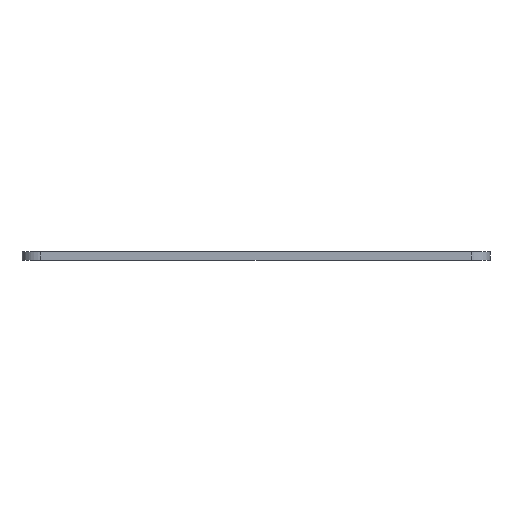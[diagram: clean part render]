
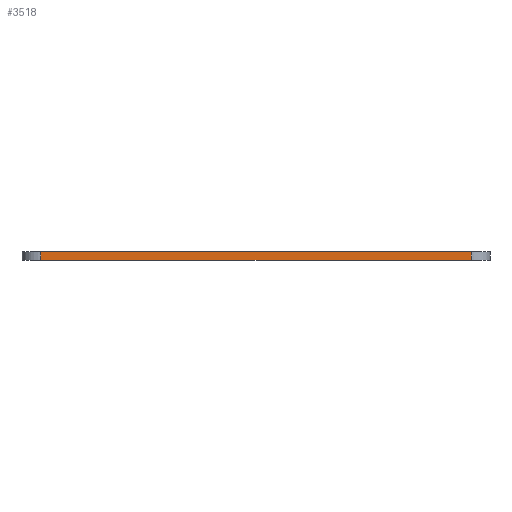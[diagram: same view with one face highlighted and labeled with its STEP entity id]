
A CAD part, left-side view. The second image highlights one B-rep face of the part: STEP entity #3518.
In plain terms, the highlighted planar face has unit normal (-1, 0, 0).
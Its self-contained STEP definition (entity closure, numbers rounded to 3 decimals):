
#55 = CYLINDRICAL_SURFACE('',#56,3.5);
#56 = AXIS2_PLACEMENT_3D('',#57,#58,#59);
#57 = CARTESIAN_POINT('',(-57.5,-40.,0.));
#58 = DIRECTION('',(-0.,-0.,-1.));
#59 = DIRECTION('',(1.,0.,-0.));
#83 = PLANE('',#84);
#84 = AXIS2_PLACEMENT_3D('',#85,#86,#87);
#85 = CARTESIAN_POINT('',(-57.5,-43.5,1.6));
#86 = DIRECTION('',(0.,0.,-1.));
#87 = DIRECTION('',(-1.,0.,-0.));
#137 = PLANE('',#138);
#138 = AXIS2_PLACEMENT_3D('',#139,#140,#141);
#139 = CARTESIAN_POINT('',(-57.5,-43.5,0.));
#140 = DIRECTION('',(0.,0.,-1.));
#141 = DIRECTION('',(-1.,0.,-0.));
#152 = EDGE_CURVE('',#153,#155,#157,.T.);
#153 = VERTEX_POINT('',#154);
#154 = CARTESIAN_POINT('',(-61.,-40.,0.));
#155 = VERTEX_POINT('',#156);
#156 = CARTESIAN_POINT('',(-61.,-40.,1.6));
#157 = SURFACE_CURVE('',#158,(#162,#169),.PCURVE_S1.);
#158 = LINE('',#159,#160);
#159 = CARTESIAN_POINT('',(-61.,-40.,0.));
#160 = VECTOR('',#161,1.);
#161 = DIRECTION('',(0.,0.,1.));
#162 = PCURVE('',#55,#163);
#163 = DEFINITIONAL_REPRESENTATION('',(#164),#168);
#164 = LINE('',#165,#166);
#165 = CARTESIAN_POINT('',(-3.142,0.));
#166 = VECTOR('',#167,1.);
#167 = DIRECTION('',(-0.,-1.));
#168 = ( GEOMETRIC_REPRESENTATION_CONTEXT(2) 
PARAMETRIC_REPRESENTATION_CONTEXT() REPRESENTATION_CONTEXT('2D SPACE',''
  ) );
#169 = PCURVE('',#170,#175);
#170 = PLANE('',#171);
#171 = AXIS2_PLACEMENT_3D('',#172,#173,#174);
#172 = CARTESIAN_POINT('',(-61.,40.,0.));
#173 = DIRECTION('',(1.,0.,-0.));
#174 = DIRECTION('',(0.,-1.,0.));
#175 = DEFINITIONAL_REPRESENTATION('',(#176),#180);
#176 = LINE('',#177,#178);
#177 = CARTESIAN_POINT('',(80.,0.));
#178 = VECTOR('',#179,1.);
#179 = DIRECTION('',(0.,-1.));
#180 = ( GEOMETRIC_REPRESENTATION_CONTEXT(2) 
PARAMETRIC_REPRESENTATION_CONTEXT() REPRESENTATION_CONTEXT('2D SPACE',''
  ) );
#326 = EDGE_CURVE('',#327,#153,#329,.T.);
#327 = VERTEX_POINT('',#328);
#328 = CARTESIAN_POINT('',(-61.,40.,0.));
#329 = SURFACE_CURVE('',#330,(#334,#341),.PCURVE_S1.);
#330 = LINE('',#331,#332);
#331 = CARTESIAN_POINT('',(-61.,40.,0.));
#332 = VECTOR('',#333,1.);
#333 = DIRECTION('',(0.,-1.,0.));
#334 = PCURVE('',#137,#335);
#335 = DEFINITIONAL_REPRESENTATION('',(#336),#340);
#336 = LINE('',#337,#338);
#337 = CARTESIAN_POINT('',(3.5,83.5));
#338 = VECTOR('',#339,1.);
#339 = DIRECTION('',(-0.,-1.));
#340 = ( GEOMETRIC_REPRESENTATION_CONTEXT(2) 
PARAMETRIC_REPRESENTATION_CONTEXT() REPRESENTATION_CONTEXT('2D SPACE',''
  ) );
#341 = PCURVE('',#170,#342);
#342 = DEFINITIONAL_REPRESENTATION('',(#343),#347);
#343 = LINE('',#344,#345);
#344 = CARTESIAN_POINT('',(0.,0.));
#345 = VECTOR('',#346,1.);
#346 = DIRECTION('',(1.,0.));
#347 = ( GEOMETRIC_REPRESENTATION_CONTEXT(2) 
PARAMETRIC_REPRESENTATION_CONTEXT() REPRESENTATION_CONTEXT('2D SPACE',''
  ) );
#370 = CYLINDRICAL_SURFACE('',#371,3.5);
#371 = AXIS2_PLACEMENT_3D('',#372,#373,#374);
#372 = CARTESIAN_POINT('',(-57.5,40.,0.));
#373 = DIRECTION('',(-0.,-0.,-1.));
#374 = DIRECTION('',(1.,0.,-0.));
#2045 = EDGE_CURVE('',#2046,#155,#2048,.T.);
#2046 = VERTEX_POINT('',#2047);
#2047 = CARTESIAN_POINT('',(-61.,40.,1.6));
#2048 = SURFACE_CURVE('',#2049,(#2053,#2060),.PCURVE_S1.);
#2049 = LINE('',#2050,#2051);
#2050 = CARTESIAN_POINT('',(-61.,40.,1.6));
#2051 = VECTOR('',#2052,1.);
#2052 = DIRECTION('',(0.,-1.,0.));
#2053 = PCURVE('',#83,#2054);
#2054 = DEFINITIONAL_REPRESENTATION('',(#2055),#2059);
#2055 = LINE('',#2056,#2057);
#2056 = CARTESIAN_POINT('',(3.5,83.5));
#2057 = VECTOR('',#2058,1.);
#2058 = DIRECTION('',(-0.,-1.));
#2059 = ( GEOMETRIC_REPRESENTATION_CONTEXT(2) 
PARAMETRIC_REPRESENTATION_CONTEXT() REPRESENTATION_CONTEXT('2D SPACE',''
  ) );
#2060 = PCURVE('',#170,#2061);
#2061 = DEFINITIONAL_REPRESENTATION('',(#2062),#2066);
#2062 = LINE('',#2063,#2064);
#2063 = CARTESIAN_POINT('',(0.,-1.6));
#2064 = VECTOR('',#2065,1.);
#2065 = DIRECTION('',(1.,0.));
#2066 = ( GEOMETRIC_REPRESENTATION_CONTEXT(2) 
PARAMETRIC_REPRESENTATION_CONTEXT() REPRESENTATION_CONTEXT('2D SPACE',''
  ) );
#3518 = ADVANCED_FACE('',(#3519),#170,.F.);
#3519 = FACE_BOUND('',#3520,.F.);
#3520 = EDGE_LOOP('',(#3521,#3542,#3543,#3544));
#3521 = ORIENTED_EDGE('',*,*,#3522,.T.);
#3522 = EDGE_CURVE('',#327,#2046,#3523,.T.);
#3523 = SURFACE_CURVE('',#3524,(#3528,#3535),.PCURVE_S1.);
#3524 = LINE('',#3525,#3526);
#3525 = CARTESIAN_POINT('',(-61.,40.,0.));
#3526 = VECTOR('',#3527,1.);
#3527 = DIRECTION('',(0.,0.,1.));
#3528 = PCURVE('',#170,#3529);
#3529 = DEFINITIONAL_REPRESENTATION('',(#3530),#3534);
#3530 = LINE('',#3531,#3532);
#3531 = CARTESIAN_POINT('',(0.,0.));
#3532 = VECTOR('',#3533,1.);
#3533 = DIRECTION('',(0.,-1.));
#3534 = ( GEOMETRIC_REPRESENTATION_CONTEXT(2) 
PARAMETRIC_REPRESENTATION_CONTEXT() REPRESENTATION_CONTEXT('2D SPACE',''
  ) );
#3535 = PCURVE('',#370,#3536);
#3536 = DEFINITIONAL_REPRESENTATION('',(#3537),#3541);
#3537 = LINE('',#3538,#3539);
#3538 = CARTESIAN_POINT('',(-3.142,0.));
#3539 = VECTOR('',#3540,1.);
#3540 = DIRECTION('',(-0.,-1.));
#3541 = ( GEOMETRIC_REPRESENTATION_CONTEXT(2) 
PARAMETRIC_REPRESENTATION_CONTEXT() REPRESENTATION_CONTEXT('2D SPACE',''
  ) );
#3542 = ORIENTED_EDGE('',*,*,#2045,.T.);
#3543 = ORIENTED_EDGE('',*,*,#152,.F.);
#3544 = ORIENTED_EDGE('',*,*,#326,.F.);
